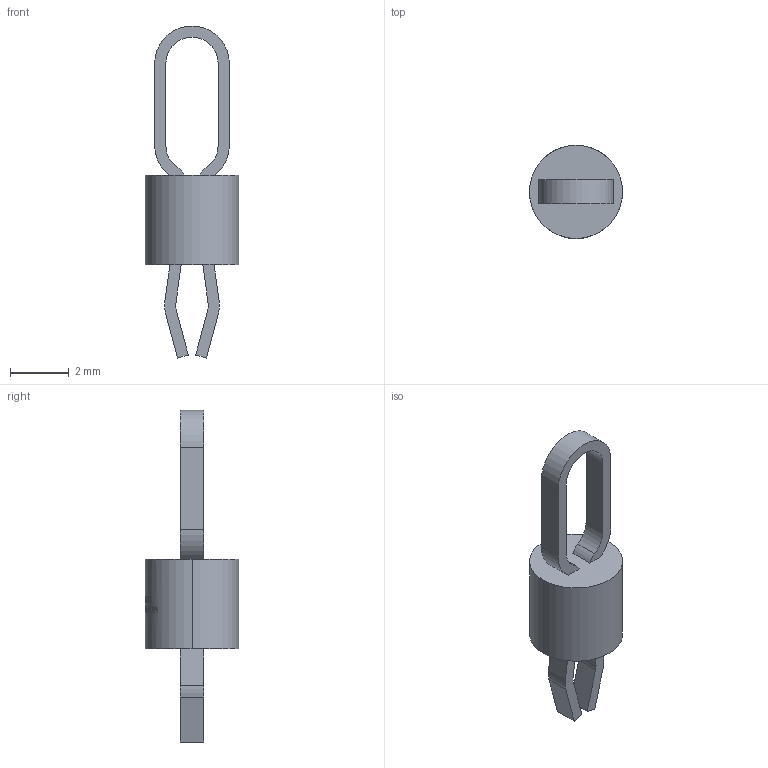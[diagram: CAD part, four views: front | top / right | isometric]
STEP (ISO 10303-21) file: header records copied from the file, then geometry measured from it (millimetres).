
FILE_DESCRIPTION (( 'STEP AP214' ), '1' );
FILE_NAME ('TESTPOINT-TH_BD3.2-D1.6-1.step', '2022-07-05T11:03:39', ( '' ), ( '' ), 'SwSTEP 2.0', 'SolidWorks 2020', '' );
FILE_SCHEMA (( 'AUTOMOTIVE_DESIGN' ));
Length unit declared in the file: millimetre
Products named in the file (1): TESTPOINT-TH_BD3.2-D1.6-1
Bounding box: 3.17 x 3.17 x 11.3 mm (x, y, z)
Volume: 29.6 mm3; surface area: 87.7 mm2
Topology: 1 solids, 1 shells, 260 faces, 711 edges, 474 vertices
Faces by surface type: plane 129, bspline 98, cylinder 33
Entity records: 10461 total; most frequent: CARTESIAN_POINT 4652, ORIENTED_EDGE 1422, EDGE_CURVE 711, DIRECTION 655, VERTEX_POINT 474, EDGE_LOOP 283, VECTOR 273, LINE 273
